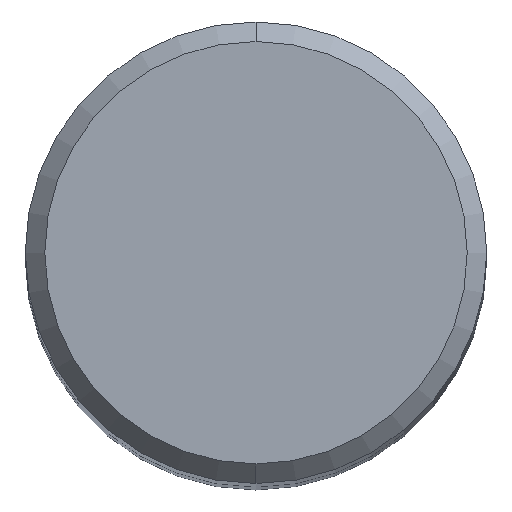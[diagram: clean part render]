
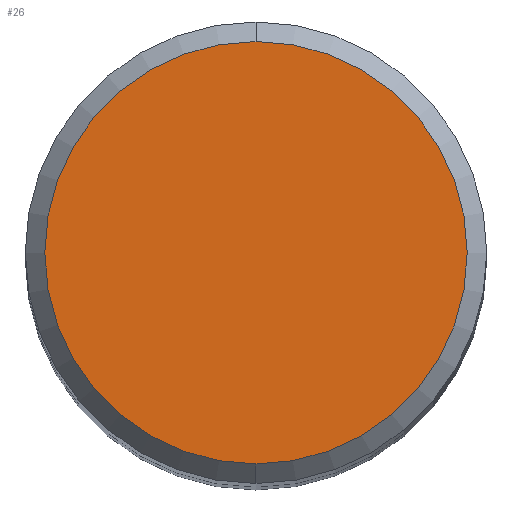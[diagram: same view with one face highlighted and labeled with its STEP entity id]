
A CAD part, top view. The second image highlights one B-rep face of the part: STEP entity #26.
In plain terms, the highlighted planar face has unit normal (0, 0, 1).
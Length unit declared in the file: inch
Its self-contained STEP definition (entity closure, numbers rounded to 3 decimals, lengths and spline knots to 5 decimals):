
#2 = VERTEX_POINT ( 'NONE', #379 ) ;
#4 = VERTEX_POINT ( 'NONE', #373 ) ;
#26 = ADVANCED_FACE ( 'NONE', ( #127 ), #376, .F. ) ;
#31 = AXIS2_PLACEMENT_3D ( 'NONE', #318, #33, #197 ) ;
#33 = DIRECTION ( 'NONE',  ( 0., 0., 1. ) ) ;
#58 = CARTESIAN_POINT ( 'NONE',  ( 0., 0.2162, 0. ) ) ;
#69 = CARTESIAN_POINT ( 'NONE',  ( 0., 0., 0. ) ) ;
#82 = CIRCLE ( 'NONE', #31, 0.2162 ) ;
#127 = FACE_OUTER_BOUND ( 'NONE', #365, .T. ) ;
#197 = DIRECTION ( 'NONE',  ( 0., -1., 0. ) ) ;
#214 = DIRECTION ( 'NONE',  ( 0., 1., 0. ) ) ;
#218 = CIRCLE ( 'NONE', #352, 0.2162 ) ;
#231 = EDGE_CURVE ( 'NONE', #2, #4, #82, .T. ) ;
#268 = DIRECTION ( 'NONE',  ( 0., 0., 1. ) ) ;
#270 = DIRECTION ( 'NONE',  ( 0., -1., 0. ) ) ;
#312 = DIRECTION ( 'NONE',  ( 0., 0., -1. ) ) ;
#318 = CARTESIAN_POINT ( 'NONE',  ( 0., 0., 0. ) ) ;
#329 = ORIENTED_EDGE ( 'NONE', *, *, #380, .T. ) ;
#352 = AXIS2_PLACEMENT_3D ( 'NONE', #69, #268, #270 ) ;
#358 = ORIENTED_EDGE ( 'NONE', *, *, #231, .T. ) ;
#365 = EDGE_LOOP ( 'NONE', ( #329, #358 ) ) ;
#373 = CARTESIAN_POINT ( 'NONE',  ( 0., 0.2162, 0. ) ) ;
#376 = PLANE ( 'NONE',  #384 ) ;
#379 = CARTESIAN_POINT ( 'NONE',  ( 0., -0.2162, 0. ) ) ;
#380 = EDGE_CURVE ( 'NONE', #4, #2, #218, .T. ) ;
#384 = AXIS2_PLACEMENT_3D ( 'NONE', #58, #312, #214 ) ;
